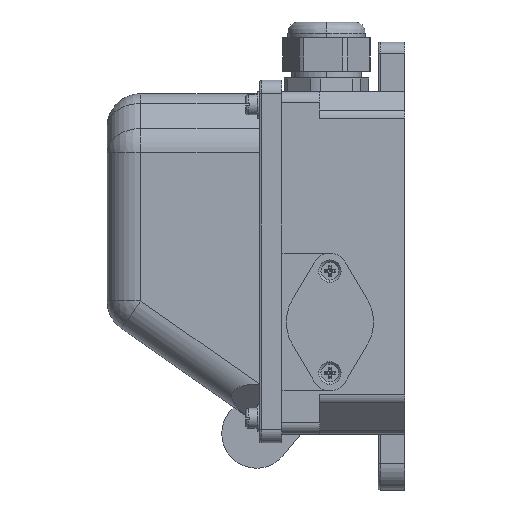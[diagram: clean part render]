
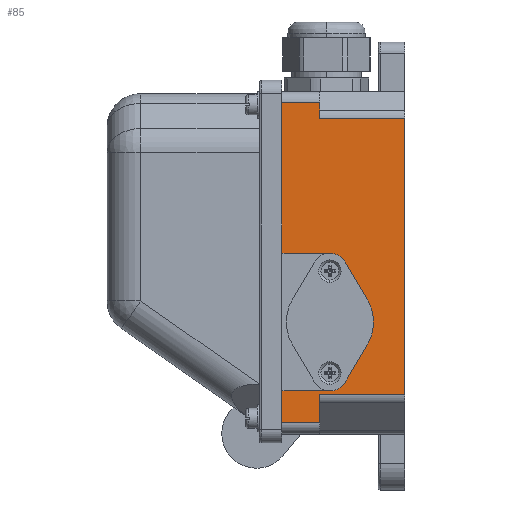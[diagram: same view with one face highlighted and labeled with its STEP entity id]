
A CAD part, left-side view. The second image highlights one B-rep face of the part: STEP entity #85.
In plain terms, the highlighted planar face has unit normal (-1, 0, 0).
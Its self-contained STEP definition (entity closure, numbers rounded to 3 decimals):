
#85 = ADVANCED_FACE ( 'NONE', ( #13857 ), #2141, .F. ) ;
#130 = VERTEX_POINT ( 'NONE', #268 ) ;
#201 = ORIENTED_EDGE ( 'NONE', *, *, #16006, .F. ) ;
#268 = CARTESIAN_POINT ( 'NONE',  ( -48., 55., -45. ) ) ;
#707 = CARTESIAN_POINT ( 'NONE',  ( -48., 33.5, 30.75 ) ) ;
#770 = EDGE_CURVE ( 'NONE', #4947, #12124, #3645, .T. ) ;
#786 = CARTESIAN_POINT ( 'NONE',  ( -48., 12., -32.429 ) ) ;
#787 = DIRECTION ( 'NONE',  ( 0., -0.505, 0.863 ) ) ;
#1252 = AXIS2_PLACEMENT_3D ( 'NONE', #15539, #7776, #16843 ) ;
#1693 = ORIENTED_EDGE ( 'NONE', *, *, #13706, .F. ) ;
#1857 = LINE ( 'NONE', #10996, #12284 ) ;
#2141 = PLANE ( 'NONE',  #16498 ) ;
#2145 = VECTOR ( 'NONE', #13900, 1000. ) ;
#2572 = DIRECTION ( 'NONE',  ( 0., 0., 1. ) ) ;
#2763 = LINE ( 'NONE', #11990, #8507 ) ;
#2790 = CARTESIAN_POINT ( 'NONE',  ( -48., 55., -30.75 ) ) ;
#2845 = CARTESIAN_POINT ( 'NONE',  ( -48., 0., -32.429 ) ) ;
#2911 = ORIENTED_EDGE ( 'NONE', *, *, #13034, .F. ) ;
#3184 = DIRECTION ( 'NONE',  ( 0., -1., 0. ) ) ;
#3294 = VECTOR ( 'NONE', #3429, 1000. ) ;
#3342 = VECTOR ( 'NONE', #5184, 1000. ) ;
#3429 = DIRECTION ( 'NONE',  ( 0., 1., 0. ) ) ;
#3485 = CARTESIAN_POINT ( 'NONE',  ( -48., 55., -32.429 ) ) ;
#3551 = VECTOR ( 'NONE', #16434, 1000. ) ;
#3645 = LINE ( 'NONE', #12047, #13629 ) ;
#3696 = ORIENTED_EDGE ( 'NONE', *, *, #12542, .F. ) ;
#3823 = CARTESIAN_POINT ( 'NONE',  ( -48., 33.5, 22.75 ) ) ;
#3894 = VERTEX_POINT ( 'NONE', #7696 ) ;
#4182 = DIRECTION ( 'NONE',  ( 0., 0., 1. ) ) ;
#4290 = CARTESIAN_POINT ( 'NONE',  ( -48., 38., 90.929 ) ) ;
#4376 = ORIENTED_EDGE ( 'NONE', *, *, #15776, .T. ) ;
#4707 = VERTEX_POINT ( 'NONE', #6832 ) ;
#4725 = DIRECTION ( 'NONE',  ( 0., 0., 1. ) ) ;
#4813 = DIRECTION ( 'NONE',  ( 0., 0., -1. ) ) ;
#4947 = VERTEX_POINT ( 'NONE', #2790 ) ;
#5004 = VERTEX_POINT ( 'NONE', #14583 ) ;
#5149 = DIRECTION ( 'NONE',  ( 0., 0., 1. ) ) ;
#5184 = DIRECTION ( 'NONE',  ( 0., 1., 0. ) ) ;
#5598 = LINE ( 'NONE', #9951, #8666 ) ;
#5612 = CARTESIAN_POINT ( 'NONE',  ( -48., 12., 30.75 ) ) ;
#5618 = LINE ( 'NONE', #14802, #12517 ) ;
#5666 = LINE ( 'NONE', #13842, #2145 ) ;
#5715 = DIRECTION ( 'NONE',  ( 0., -1., 0. ) ) ;
#5761 = CARTESIAN_POINT ( 'NONE',  ( -48., 16.675, 9.857 ) ) ;
#5938 = VERTEX_POINT ( 'NONE', #707 ) ;
#6013 = CARTESIAN_POINT ( 'NONE',  ( -48., 33.5, -30.75 ) ) ;
#6179 = VECTOR ( 'NONE', #4182, 1000. ) ;
#6330 = ORIENTED_EDGE ( 'NONE', *, *, #15022, .F. ) ;
#6358 = LINE ( 'NONE', #3485, #9429 ) ;
#6401 = CARTESIAN_POINT ( 'NONE',  ( -48., 38., 98. ) ) ;
#6402 = CARTESIAN_POINT ( 'NONE',  ( -48., 55., 30.75 ) ) ;
#6701 = VERTEX_POINT ( 'NONE', #6402 ) ;
#6819 = DIRECTION ( 'NONE',  ( 0., 0.505, 0.863 ) ) ;
#6830 = LINE ( 'NONE', #9055, #3342 ) ;
#6832 = CARTESIAN_POINT ( 'NONE',  ( -48., 0., -32.429 ) ) ;
#6923 = DIRECTION ( 'NONE',  ( 0., 1., 0. ) ) ;
#7038 = DIRECTION ( 'NONE',  ( -1., 0., 0. ) ) ;
#7382 = LINE ( 'NONE', #5612, #13877 ) ;
#7418 = ORIENTED_EDGE ( 'NONE', *, *, #14393, .T. ) ;
#7669 = ORIENTED_EDGE ( 'NONE', *, *, #14933, .T. ) ;
#7696 = CARTESIAN_POINT ( 'NONE',  ( -48., 16.675, -9.857 ) ) ;
#7776 = DIRECTION ( 'NONE',  ( -1., 0., 0. ) ) ;
#8004 = VERTEX_POINT ( 'NONE', #14317 ) ;
#8113 = VERTEX_POINT ( 'NONE', #15967 ) ;
#8507 = VECTOR ( 'NONE', #6819, 1000. ) ;
#8666 = VECTOR ( 'NONE', #4725, 1000. ) ;
#8698 = VECTOR ( 'NONE', #787, 1000. ) ;
#8838 = VERTEX_POINT ( 'NONE', #9981 ) ;
#8978 = VERTEX_POINT ( 'NONE', #10319 ) ;
#9033 = LINE ( 'NONE', #10406, #15520 ) ;
#9055 = CARTESIAN_POINT ( 'NONE',  ( -48., 38., -45. ) ) ;
#9169 = VERTEX_POINT ( 'NONE', #4290 ) ;
#9229 = VERTEX_POINT ( 'NONE', #5761 ) ;
#9393 = ORIENTED_EDGE ( 'NONE', *, *, #13186, .F. ) ;
#9429 = VECTOR ( 'NONE', #11302, 1000. ) ;
#9511 = VERTEX_POINT ( 'NONE', #10291 ) ;
#9651 = CARTESIAN_POINT ( 'NONE',  ( -48., 12., -32.429 ) ) ;
#9951 = CARTESIAN_POINT ( 'NONE',  ( -48., 38., -45. ) ) ;
#9981 = CARTESIAN_POINT ( 'NONE',  ( -48., 54.9, 30.75 ) ) ;
#10291 = CARTESIAN_POINT ( 'NONE',  ( -48., 26.597, 26.794 ) ) ;
#10319 = CARTESIAN_POINT ( 'NONE',  ( -48., 38., -45. ) ) ;
#10406 = CARTESIAN_POINT ( 'NONE',  ( -48., 38., 98. ) ) ;
#10734 = CIRCLE ( 'NONE', #12411, 19.5 ) ;
#10814 = VERTEX_POINT ( 'NONE', #14930 ) ;
#10964 = ORIENTED_EDGE ( 'NONE', *, *, #14119, .F. ) ;
#10969 = ORIENTED_EDGE ( 'NONE', *, *, #12931, .F. ) ;
#10973 = DIRECTION ( 'NONE',  ( 0., -1., 0. ) ) ;
#10996 = CARTESIAN_POINT ( 'NONE',  ( -48., 12., 90.929 ) ) ;
#11247 = CARTESIAN_POINT ( 'NONE',  ( -48., 38., 98. ) ) ;
#11302 = DIRECTION ( 'NONE',  ( 0., 0., 1. ) ) ;
#11990 = CARTESIAN_POINT ( 'NONE',  ( -48., 16.675, 9.857 ) ) ;
#12047 = CARTESIAN_POINT ( 'NONE',  ( -48., 55., -30.75 ) ) ;
#12124 = VERTEX_POINT ( 'NONE', #15958 ) ;
#12146 = LINE ( 'NONE', #12534, #8698 ) ;
#12284 = VECTOR ( 'NONE', #3184, 1000. ) ;
#12411 = AXIS2_PLACEMENT_3D ( 'NONE', #14815, #7038, #16118 ) ;
#12416 = EDGE_CURVE ( 'NONE', #5938, #8838, #5666, .T. ) ;
#12517 = VECTOR ( 'NONE', #5715, 1000. ) ;
#12534 = CARTESIAN_POINT ( 'NONE',  ( -48., 16.675, -9.857 ) ) ;
#12537 = VERTEX_POINT ( 'NONE', #6401 ) ;
#12542 = EDGE_CURVE ( 'NONE', #9511, #5938, #14398, .T. ) ;
#12581 = DIRECTION ( 'NONE',  ( 1., 0., 0. ) ) ;
#12662 = ORIENTED_EDGE ( 'NONE', *, *, #15316, .T. ) ;
#12921 = DIRECTION ( 'NONE',  ( -1., 0., 0. ) ) ;
#12931 = EDGE_CURVE ( 'NONE', #9229, #9511, #2763, .T. ) ;
#13034 = EDGE_CURVE ( 'NONE', #3894, #9229, #10734, .T. ) ;
#13136 = CIRCLE ( 'NONE', #1252, 8. ) ;
#13186 = EDGE_CURVE ( 'NONE', #10814, #3894, #12146, .T. ) ;
#13268 = LINE ( 'NONE', #11247, #3294 ) ;
#13389 = EDGE_CURVE ( 'NONE', #15758, #10814, #13136, .T. ) ;
#13629 = VECTOR ( 'NONE', #14650, 1000. ) ;
#13706 = EDGE_CURVE ( 'NONE', #12124, #15758, #5618, .T. ) ;
#13837 = EDGE_CURVE ( 'NONE', #130, #4947, #13939, .T. ) ;
#13842 = CARTESIAN_POINT ( 'NONE',  ( -48., 55., 30.75 ) ) ;
#13857 = FACE_OUTER_BOUND ( 'NONE', #14959, .T. ) ;
#13877 = VECTOR ( 'NONE', #6923, 1000. ) ;
#13900 = DIRECTION ( 'NONE',  ( 0., 1., 0. ) ) ;
#13924 = LINE ( 'NONE', #9651, #16556 ) ;
#13939 = LINE ( 'NONE', #16328, #3551 ) ;
#14119 = EDGE_CURVE ( 'NONE', #8978, #130, #6830, .T. ) ;
#14248 = EDGE_CURVE ( 'NONE', #8978, #8004, #5598, .T. ) ;
#14317 = CARTESIAN_POINT ( 'NONE',  ( -48., 38., -32.429 ) ) ;
#14393 = EDGE_CURVE ( 'NONE', #8004, #4707, #13924, .T. ) ;
#14398 = CIRCLE ( 'NONE', #15669, 8. ) ;
#14463 = ORIENTED_EDGE ( 'NONE', *, *, #15812, .F. ) ;
#14583 = CARTESIAN_POINT ( 'NONE',  ( -48., 0., 90.929 ) ) ;
#14650 = DIRECTION ( 'NONE',  ( 0., -1., 0. ) ) ;
#14669 = ORIENTED_EDGE ( 'NONE', *, *, #12416, .F. ) ;
#14802 = CARTESIAN_POINT ( 'NONE',  ( -48., 55., -30.75 ) ) ;
#14815 = CARTESIAN_POINT ( 'NONE',  ( -48., 33.5, 0. ) ) ;
#14930 = CARTESIAN_POINT ( 'NONE',  ( -48., 26.597, -26.794 ) ) ;
#14933 = EDGE_CURVE ( 'NONE', #4707, #5004, #16545, .T. ) ;
#14959 = EDGE_LOOP ( 'NONE', ( #14669, #3696, #10969, #2911, #9393, #15821, #1693, #16106, #16076, #10964, #16501, #7418, #7669, #6330, #12662, #4376, #14463, #201 ) ) ;
#15022 = EDGE_CURVE ( 'NONE', #9169, #5004, #1857, .T. ) ;
#15316 = EDGE_CURVE ( 'NONE', #9169, #12537, #9033, .T. ) ;
#15520 = VECTOR ( 'NONE', #2572, 1000. ) ;
#15539 = CARTESIAN_POINT ( 'NONE',  ( -48., 33.5, -22.75 ) ) ;
#15669 = AXIS2_PLACEMENT_3D ( 'NONE', #3823, #12921, #5149 ) ;
#15758 = VERTEX_POINT ( 'NONE', #6013 ) ;
#15776 = EDGE_CURVE ( 'NONE', #12537, #8113, #13268, .T. ) ;
#15812 = EDGE_CURVE ( 'NONE', #6701, #8113, #6358, .T. ) ;
#15821 = ORIENTED_EDGE ( 'NONE', *, *, #13389, .F. ) ;
#15958 = CARTESIAN_POINT ( 'NONE',  ( -48., 54.9, -30.75 ) ) ;
#15967 = CARTESIAN_POINT ( 'NONE',  ( -48., 55., 98. ) ) ;
#16006 = EDGE_CURVE ( 'NONE', #8838, #6701, #7382, .T. ) ;
#16076 = ORIENTED_EDGE ( 'NONE', *, *, #13837, .F. ) ;
#16106 = ORIENTED_EDGE ( 'NONE', *, *, #770, .F. ) ;
#16118 = DIRECTION ( 'NONE',  ( 0., 0., 1. ) ) ;
#16328 = CARTESIAN_POINT ( 'NONE',  ( -48., 55., -32.429 ) ) ;
#16434 = DIRECTION ( 'NONE',  ( 0., 0., 1. ) ) ;
#16498 = AXIS2_PLACEMENT_3D ( 'NONE', #786, #12581, #4813 ) ;
#16501 = ORIENTED_EDGE ( 'NONE', *, *, #14248, .T. ) ;
#16545 = LINE ( 'NONE', #2845, #6179 ) ;
#16556 = VECTOR ( 'NONE', #10973, 1000. ) ;
#16843 = DIRECTION ( 'NONE',  ( 0., 0., -1. ) ) ;
